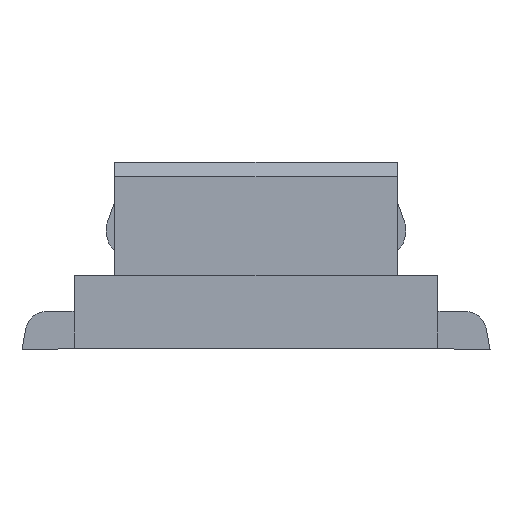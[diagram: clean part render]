
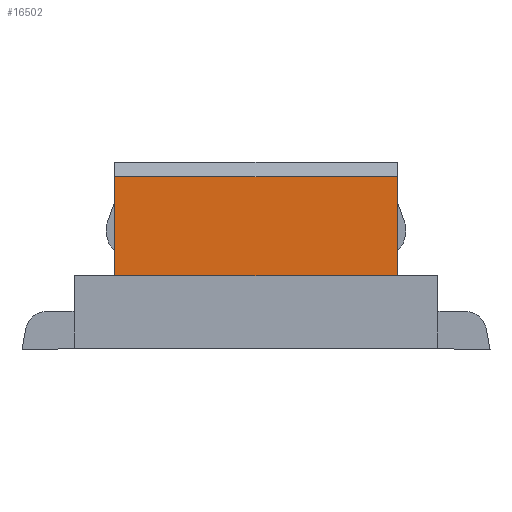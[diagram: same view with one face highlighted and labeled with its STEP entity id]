
A CAD part, left-side view. The second image highlights one B-rep face of the part: STEP entity #16502.
In plain terms, the highlighted planar face has unit normal (-1, 0, 0).
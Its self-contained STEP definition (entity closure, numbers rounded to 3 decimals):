
#3299=DIRECTION('',(0.,0.,1.));
#3300=VECTOR('',#3299,0.68);
#3301=CARTESIAN_POINT('',(1.025,0.638,
-0.78));
#3302=LINE('',#3301,#3300);
#3339=DIRECTION('',(0.,1.,0.));
#3340=VECTOR('',#3339,0.45);
#3341=CARTESIAN_POINT('',(1.025,2.138,
-0.78));
#3342=LINE('',#3341,#3340);
#3347=DIRECTION('',(0.,1.,0.));
#3348=VECTOR('',#3347,0.45);
#3349=CARTESIAN_POINT('',(1.025,0.638,
-0.78));
#3350=LINE('',#3349,#3348);
#3379=DIRECTION('',(0.,0.,1.));
#3380=VECTOR('',#3379,0.68);
#3381=CARTESIAN_POINT('',(1.025,2.588,
-0.78));
#3382=LINE('',#3381,#3380);
#3411=DIRECTION('',(0.,0.,1.));
#3412=VECTOR('',#3411,0.5);
#3413=CARTESIAN_POINT('',(1.025,2.138,-1.28));
#3414=LINE('',#3413,#3412);
#3415=DIRECTION('',(0.,1.,0.));
#3416=VECTOR('',#3415,1.05);
#3417=CARTESIAN_POINT('',(1.025,1.088,-1.28));
#3418=LINE('',#3417,#3416);
#3435=DIRECTION('',(0.,0.,-1.));
#3436=VECTOR('',#3435,0.5);
#3437=CARTESIAN_POINT('',(1.025,1.088,
-0.78));
#3438=LINE('',#3437,#3436);
#3451=DIRECTION('',(0.,1.,0.));
#3452=VECTOR('',#3451,1.95);
#3453=CARTESIAN_POINT('',(1.025,0.637,
-0.1));
#3454=LINE('',#3453,#3452);
#9577=CARTESIAN_POINT('',(1.025,2.138,-1.28));
#9579=VERTEX_POINT('',#9577);
#9583=CARTESIAN_POINT('',(1.025,1.088,-1.28));
#9584=VERTEX_POINT('',#9583);
#9585=CARTESIAN_POINT('',(1.025,2.138,
-0.78));
#9586=VERTEX_POINT('',#9585);
#9589=CARTESIAN_POINT('',(1.025,1.088,
-0.78));
#9590=VERTEX_POINT('',#9589);
#9591=CARTESIAN_POINT('',(1.025,0.638,
-0.78));
#9592=VERTEX_POINT('',#9591);
#9593=CARTESIAN_POINT('',(1.025,0.637,
-0.1));
#9594=VERTEX_POINT('',#9593);
#9595=CARTESIAN_POINT('',(1.025,2.588,
-0.1));
#9596=VERTEX_POINT('',#9595);
#9597=CARTESIAN_POINT('',(1.025,2.588,
-0.78));
#9598=VERTEX_POINT('',#9597);
#16484=CARTESIAN_POINT('',(1.025,1.613,-0.69));
#16485=DIRECTION('',(1.,0.,0.));
#16486=DIRECTION('',(0.,-1.,0.));
#16487=AXIS2_PLACEMENT_3D('',#16484,#16485,#16486);
#16488=PLANE('',#16487);
#16490=ORIENTED_EDGE('',*,*,#16489,.T.);
#16491=ORIENTED_EDGE('',*,*,#16418,.T.);
#16492=ORIENTED_EDGE('',*,*,#16465,.T.);
#16494=ORIENTED_EDGE('',*,*,#16493,.F.);
#16495=ORIENTED_EDGE('',*,*,#16350,.F.);
#16496=ORIENTED_EDGE('',*,*,#16426,.T.);
#16498=ORIENTED_EDGE('',*,*,#16497,.T.);
#16499=ORIENTED_EDGE('',*,*,#12485,.T.);
#16500=EDGE_LOOP('',(#16490,#16491,#16492,#16494,#16495,#16496,#16498,#16499));
#16501=FACE_OUTER_BOUND('',#16500,.F.);
#12485=EDGE_CURVE('',#9584,#9579,#3418,.T.);
#16350=EDGE_CURVE('',#9592,#9594,#3302,.T.);
#16418=EDGE_CURVE('',#9586,#9598,#3342,.T.);
#16426=EDGE_CURVE('',#9592,#9590,#3350,.T.);
#16465=EDGE_CURVE('',#9598,#9596,#3382,.T.);
#16489=EDGE_CURVE('',#9579,#9586,#3414,.T.);
#16493=EDGE_CURVE('',#9594,#9596,#3454,.T.);
#16497=EDGE_CURVE('',#9590,#9584,#3438,.T.);
#16502=ADVANCED_FACE('',(#16501),#16488,.F.);
